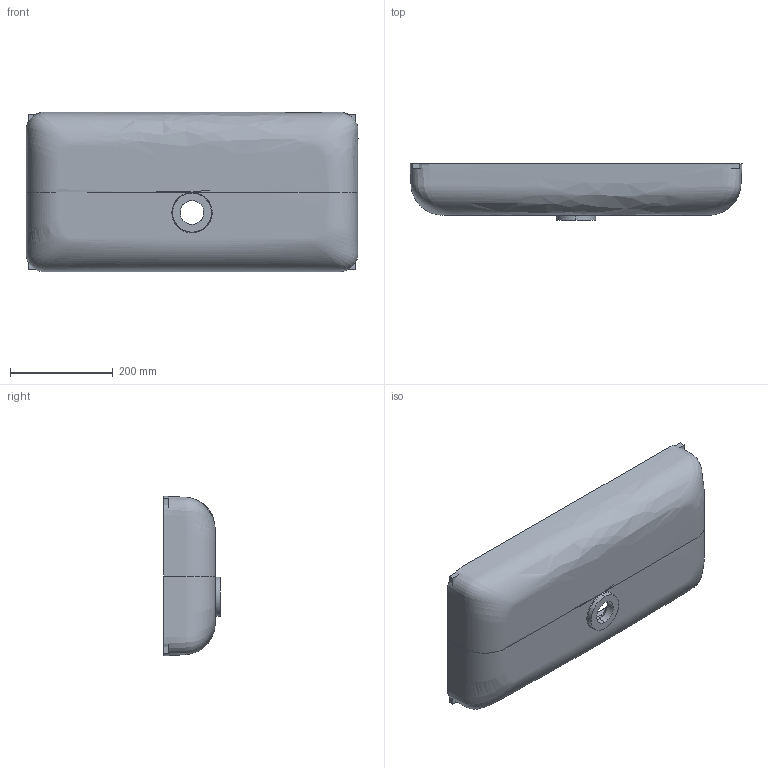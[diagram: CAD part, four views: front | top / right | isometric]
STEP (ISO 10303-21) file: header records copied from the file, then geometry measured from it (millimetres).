
FILE_DESCRIPTION (( 'STEP AP214' ), '1' );
FILE_NAME ('WA013-620-U.STEP', '2018-06-29T07:19:49', ( '' ), ( '' ), 'SwSTEP 2.0', 'SolidWorks 2017', '' );
FILE_SCHEMA (( 'AUTOMOTIVE_DESIGN' ));
Length unit declared in the file: millimetre
Products named in the file (2): WA013-620-U
Bounding box: 645.04 x 110 x 310.03 mm (x, y, z)
Volume: 4545050.6 mm3; surface area: 706134.5 mm2
Topology: 2 solids, 2 shells, 24 faces, 59 edges, 37 vertices
Faces by surface type: plane 12, bspline 8, cylinder 4
Entity records: 229401 total; most frequent: CARTESIAN_POINT 228852, ORIENTED_EDGE 110, DIRECTION 72, EDGE_CURVE 55, VERTEX_POINT 37, EDGE_LOOP 30, LINE 28, VECTOR 28
